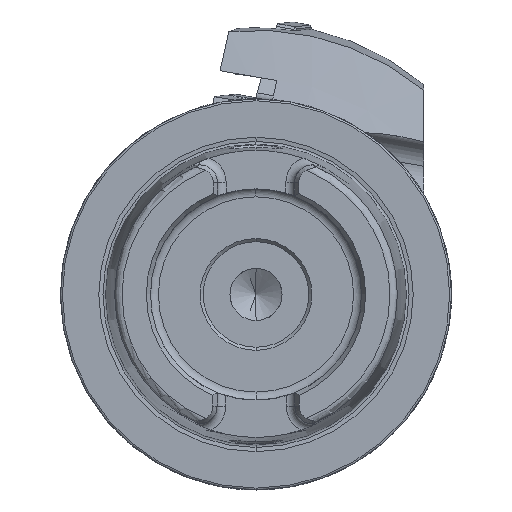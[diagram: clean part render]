
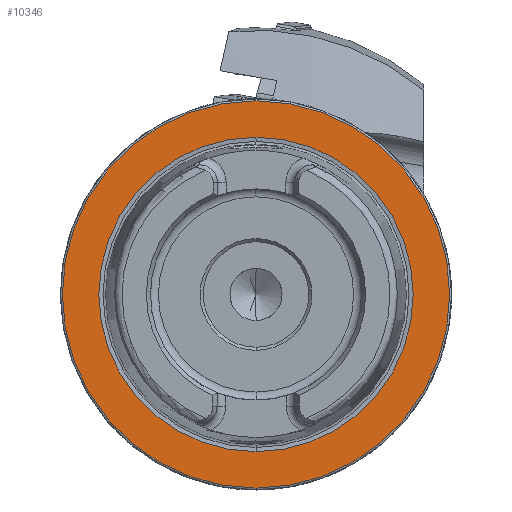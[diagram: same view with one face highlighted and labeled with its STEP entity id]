
A CAD part, left-side view. The second image highlights one B-rep face of the part: STEP entity #10346.
In plain terms, the highlighted planar face has unit normal (-1, 0, 0).
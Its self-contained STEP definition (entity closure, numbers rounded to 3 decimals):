
#496 = CARTESIAN_POINT ( 'NONE',  ( 0., 31.2, 0. ) ) ;
#497 = FACE_BOUND ( 'NONE', #4729, .T. ) ;
#500 = FACE_OUTER_BOUND ( 'NONE', #7023, .T. ) ;
#501 = PLANE ( 'NONE',  #6256 ) ;
#503 = DIRECTION ( 'NONE',  ( 1., 0., 0. ) ) ;
#504 = DIRECTION ( 'NONE',  ( 0., 0., -1. ) ) ;
#862 = CARTESIAN_POINT ( 'NONE',  ( 0., 0., 0. ) ) ;
#863 = DIRECTION ( 'NONE',  ( -1., 0., 0. ) ) ;
#864 = DIRECTION ( 'NONE',  ( 0., 0., 1. ) ) ;
#865 = CARTESIAN_POINT ( 'NONE',  ( 0., 0., 0. ) ) ;
#866 = DIRECTION ( 'NONE',  ( -1., 0., 0. ) ) ;
#867 = DIRECTION ( 'NONE',  ( 0., 0., 1. ) ) ;
#1185 = AXIS2_PLACEMENT_3D ( 'NONE', #6425, #6426, #6427 ) ;
#1195 = CIRCLE ( 'NONE', #1185, 25.324 ) ;
#1415 = EDGE_CURVE ( 'NONE', #9651, #1996, #1195, .T. ) ;
#1420 = EDGE_CURVE ( 'NONE', #1988, #2054, #9613, .T. ) ;
#1582 = ORIENTED_EDGE ( 'NONE', *, *, #10408, .F. ) ;
#1583 = ORIENTED_EDGE ( 'NONE', *, *, #1415, .F. ) ;
#1584 = ORIENTED_EDGE ( 'NONE', *, *, #1420, .T. ) ;
#1585 = ORIENTED_EDGE ( 'NONE', *, *, #10407, .T. ) ;
#1988 = VERTEX_POINT ( 'NONE', #7863 ) ;
#1996 = VERTEX_POINT ( 'NONE', #7879 ) ;
#2054 = VERTEX_POINT ( 'NONE', #7990 ) ;
#4729 = EDGE_LOOP ( 'NONE', ( #1582, #1583 ) ) ;
#6171 = CIRCLE ( 'NONE', #6175, 31.2 ) ;
#6172 = CIRCLE ( 'NONE', #6177, 25.324 ) ;
#6175 = AXIS2_PLACEMENT_3D ( 'NONE', #862, #863, #864 ) ;
#6177 = AXIS2_PLACEMENT_3D ( 'NONE', #865, #866, #867 ) ;
#6256 = AXIS2_PLACEMENT_3D ( 'NONE', #496, #503, #504 ) ;
#6425 = CARTESIAN_POINT ( 'NONE',  ( 0., 0., 0. ) ) ;
#6426 = DIRECTION ( 'NONE',  ( -1., 0., 0. ) ) ;
#6427 = DIRECTION ( 'NONE',  ( 0., 0., 1. ) ) ;
#6440 = CARTESIAN_POINT ( 'NONE',  ( 0., 0., 0. ) ) ;
#6441 = DIRECTION ( 'NONE',  ( -1., 0., 0. ) ) ;
#6442 = DIRECTION ( 'NONE',  ( 0., 0., 1. ) ) ;
#7023 = EDGE_LOOP ( 'NONE', ( #1584, #1585 ) ) ;
#7846 = CARTESIAN_POINT ( 'NONE',  ( 0., 0., -25.324 ) ) ;
#7863 = CARTESIAN_POINT ( 'NONE',  ( 0., 0., 31.2 ) ) ;
#7879 = CARTESIAN_POINT ( 'NONE',  ( 0., 0., 25.324 ) ) ;
#7990 = CARTESIAN_POINT ( 'NONE',  ( 0., 0., -31.2 ) ) ;
#9574 = AXIS2_PLACEMENT_3D ( 'NONE', #6440, #6441, #6442 ) ;
#9613 = CIRCLE ( 'NONE', #9574, 31.2 ) ;
#9651 = VERTEX_POINT ( 'NONE', #7846 ) ;
#10346 = ADVANCED_FACE ( 'NONE', ( #497, #500 ), #501, .F. ) ;
#10407 = EDGE_CURVE ( 'NONE', #2054, #1988, #6171, .T. ) ;
#10408 = EDGE_CURVE ( 'NONE', #1996, #9651, #6172, .T. ) ;
